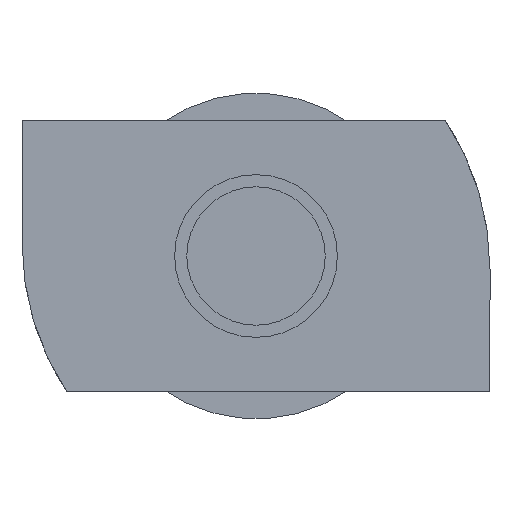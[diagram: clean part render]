
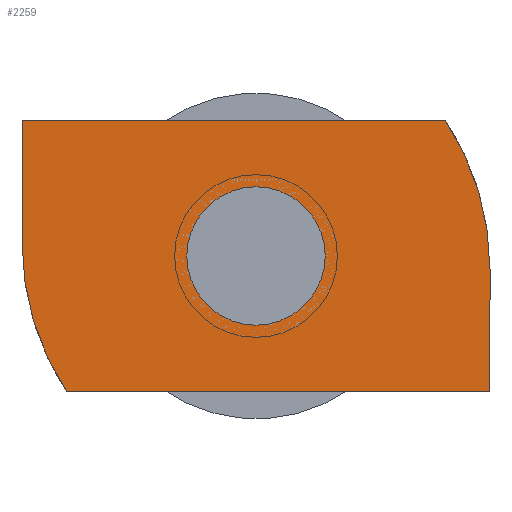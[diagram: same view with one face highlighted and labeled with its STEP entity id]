
A CAD part, front view. The second image highlights one B-rep face of the part: STEP entity #2259.
In plain terms, the highlighted planar face has unit normal (0, -1, 0).
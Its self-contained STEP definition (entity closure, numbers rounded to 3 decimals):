
#64 = CIRCLE ( 'NONE', #1272, 5.1 ) ;
#88 = CARTESIAN_POINT ( 'NONE',  ( -17.25, 0., 10. ) ) ;
#91 = DIRECTION ( 'NONE',  ( 0., 0., 1. ) ) ;
#96 = CARTESIAN_POINT ( 'NONE',  ( 17.25, 0., -1. ) ) ;
#97 = VERTEX_POINT ( 'NONE', #2377 ) ;
#127 = VERTEX_POINT ( 'NONE', #2366 ) ;
#136 = EDGE_CURVE ( 'NONE', #97, #127, #64, .T. ) ;
#150 = EDGE_CURVE ( 'NONE', #1900, #2310, #166, .T. ) ;
#159 = EDGE_CURVE ( 'NONE', #127, #97, #216, .T. ) ;
#166 = CIRCLE ( 'NONE', #1379, 20. ) ;
#216 = CIRCLE ( 'NONE', #265, 5.1 ) ;
#235 = CARTESIAN_POINT ( 'NONE',  ( -17.25, 0., 1. ) ) ;
#253 = ORIENTED_EDGE ( 'NONE', *, *, #735, .F. ) ;
#262 = VERTEX_POINT ( 'NONE', #235 ) ;
#265 = AXIS2_PLACEMENT_3D ( 'NONE', #777, #1259, #1200 ) ;
#293 = LINE ( 'NONE', #1318, #3019 ) ;
#366 = CARTESIAN_POINT ( 'NONE',  ( 2.75, 0., 1. ) ) ;
#492 = DIRECTION ( 'NONE',  ( 0., 1., 0. ) ) ;
#551 = DIRECTION ( 'NONE',  ( 0., 0., -1. ) ) ;
#686 = CARTESIAN_POINT ( 'NONE',  ( -13.953, 0., -10. ) ) ;
#714 = EDGE_LOOP ( 'NONE', ( #2980, #2911 ) ) ;
#735 = EDGE_CURVE ( 'NONE', #2939, #1900, #789, .T. ) ;
#745 = EDGE_CURVE ( 'NONE', #1162, #262, #1091, .T. ) ;
#777 = CARTESIAN_POINT ( 'NONE',  ( 0., 0., 0. ) ) ;
#789 = LINE ( 'NONE', #2015, #1038 ) ;
#824 = DIRECTION ( 'NONE',  ( 0., 1., 0. ) ) ;
#849 = CARTESIAN_POINT ( 'NONE',  ( 13.953, 0., 10. ) ) ;
#857 = FACE_BOUND ( 'NONE', #714, .T. ) ;
#985 = ORIENTED_EDGE ( 'NONE', *, *, #745, .F. ) ;
#1006 = EDGE_CURVE ( 'NONE', #2310, #1879, #2722, .T. ) ;
#1038 = VECTOR ( 'NONE', #1274, 1000. ) ;
#1091 = CIRCLE ( 'NONE', #2828, 20. ) ;
#1099 = FACE_OUTER_BOUND ( 'NONE', #2774, .T. ) ;
#1119 = VECTOR ( 'NONE', #1145, 1000. ) ;
#1145 = DIRECTION ( 'NONE',  ( -1., 0., 0. ) ) ;
#1162 = VERTEX_POINT ( 'NONE', #1523 ) ;
#1200 = DIRECTION ( 'NONE',  ( 0., 0., 1. ) ) ;
#1227 = ORIENTED_EDGE ( 'NONE', *, *, #150, .F. ) ;
#1259 = DIRECTION ( 'NONE',  ( 0., 1., 0. ) ) ;
#1272 = AXIS2_PLACEMENT_3D ( 'NONE', #2895, #492, #2878 ) ;
#1274 = DIRECTION ( 'NONE',  ( 1., 0., 0. ) ) ;
#1315 = CARTESIAN_POINT ( 'NONE',  ( 17.25, 0., -1. ) ) ;
#1318 = CARTESIAN_POINT ( 'NONE',  ( -17.25, 0., 10. ) ) ;
#1327 = CARTESIAN_POINT ( 'NONE',  ( 17.25, 0., -10. ) ) ;
#1379 = AXIS2_PLACEMENT_3D ( 'NONE', #1463, #1476, #2637 ) ;
#1463 = CARTESIAN_POINT ( 'NONE',  ( -2.75, 0., -1. ) ) ;
#1476 = DIRECTION ( 'NONE',  ( 0., 1., 0. ) ) ;
#1523 = CARTESIAN_POINT ( 'NONE',  ( -13.953, 0., -10. ) ) ;
#1551 = PLANE ( 'NONE',  #1824 ) ;
#1723 = EDGE_CURVE ( 'NONE', #1879, #1162, #2336, .T. ) ;
#1811 = ORIENTED_EDGE ( 'NONE', *, *, #2647, .F. ) ;
#1824 = AXIS2_PLACEMENT_3D ( 'NONE', #366, #2732, #2747 ) ;
#1879 = VERTEX_POINT ( 'NONE', #1327 ) ;
#1900 = VERTEX_POINT ( 'NONE', #849 ) ;
#2015 = CARTESIAN_POINT ( 'NONE',  ( -17.25, 0., 10. ) ) ;
#2072 = VECTOR ( 'NONE', #2755, 1000. ) ;
#2226 = ORIENTED_EDGE ( 'NONE', *, *, #1006, .F. ) ;
#2259 = ADVANCED_FACE ( 'NONE', ( #857, #1099 ), #1551, .T. ) ;
#2310 = VERTEX_POINT ( 'NONE', #96 ) ;
#2336 = LINE ( 'NONE', #686, #1119 ) ;
#2366 = CARTESIAN_POINT ( 'NONE',  ( 0., 0., -5.1 ) ) ;
#2377 = CARTESIAN_POINT ( 'NONE',  ( 0., 0., 5.1 ) ) ;
#2548 = ORIENTED_EDGE ( 'NONE', *, *, #1723, .F. ) ;
#2637 = DIRECTION ( 'NONE',  ( 0., 0., -1. ) ) ;
#2647 = EDGE_CURVE ( 'NONE', #262, #2939, #293, .T. ) ;
#2722 = LINE ( 'NONE', #1315, #2072 ) ;
#2732 = DIRECTION ( 'NONE',  ( 0., -1., 0. ) ) ;
#2747 = DIRECTION ( 'NONE',  ( 0., 0., -1. ) ) ;
#2755 = DIRECTION ( 'NONE',  ( 0., 0., -1. ) ) ;
#2774 = EDGE_LOOP ( 'NONE', ( #2226, #1227, #253, #1811, #985, #2548 ) ) ;
#2828 = AXIS2_PLACEMENT_3D ( 'NONE', #2969, #824, #551 ) ;
#2878 = DIRECTION ( 'NONE',  ( 0., 0., 1. ) ) ;
#2895 = CARTESIAN_POINT ( 'NONE',  ( 0., 0., 0. ) ) ;
#2911 = ORIENTED_EDGE ( 'NONE', *, *, #159, .T. ) ;
#2939 = VERTEX_POINT ( 'NONE', #88 ) ;
#2969 = CARTESIAN_POINT ( 'NONE',  ( 2.75, 0., 1. ) ) ;
#2980 = ORIENTED_EDGE ( 'NONE', *, *, #136, .T. ) ;
#3019 = VECTOR ( 'NONE', #91, 1000. ) ;
